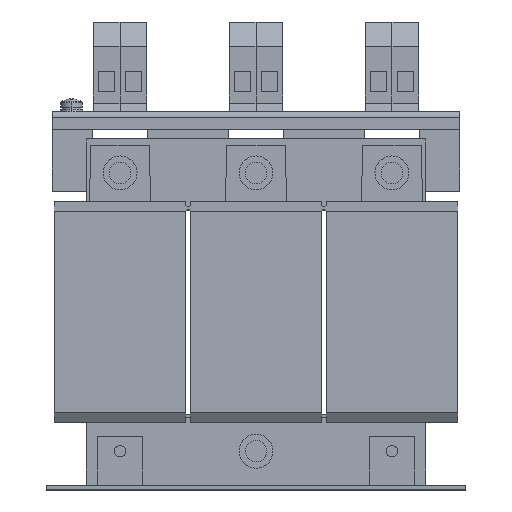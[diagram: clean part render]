
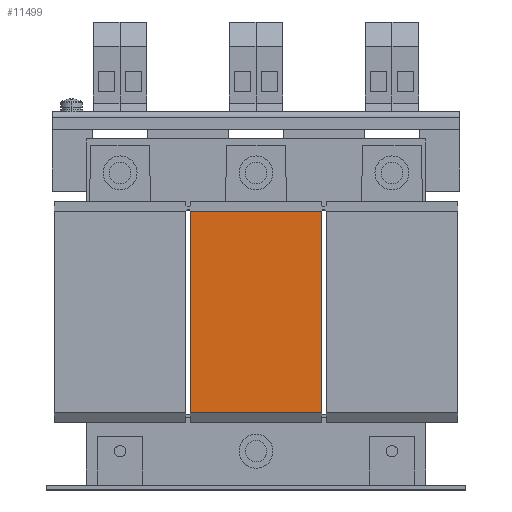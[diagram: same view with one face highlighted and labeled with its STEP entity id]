
A CAD part, top view. The second image highlights one B-rep face of the part: STEP entity #11499.
In plain terms, the highlighted planar face has unit normal (0, 0, 1).
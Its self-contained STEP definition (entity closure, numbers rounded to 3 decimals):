
#934 = DIRECTION ( 'NONE',  ( 0., 1., 0. ) ) ;
#1093 = CARTESIAN_POINT ( 'NONE',  ( -29., 44.5, 33.45 ) ) ;
#1453 = DIRECTION ( 'NONE',  ( -1., 0., 0. ) ) ;
#2222 = CARTESIAN_POINT ( 'NONE',  ( 29., 44.5, 33.45 ) ) ;
#4865 = CARTESIAN_POINT ( 'NONE',  ( -29., -44.5, 33.45 ) ) ;
#6082 = DIRECTION ( 'NONE',  ( 0., -1., 0. ) ) ;
#6956 = CARTESIAN_POINT ( 'NONE',  ( 29., -44.5, 33.45 ) ) ;
#6987 = VECTOR ( 'NONE', #18098, 1000. ) ;
#7448 = LINE ( 'NONE', #6956, #9269 ) ;
#8253 = CARTESIAN_POINT ( 'NONE',  ( 29., -44.5, 33.45 ) ) ;
#8562 = AXIS2_PLACEMENT_3D ( 'NONE', #14537, #22580, #934 ) ;
#8766 = LINE ( 'NONE', #25060, #24097 ) ;
#9269 = VECTOR ( 'NONE', #1453, 1000. ) ;
#9715 = LINE ( 'NONE', #12561, #6987 ) ;
#10362 = ORIENTED_EDGE ( 'NONE', *, *, #18830, .F. ) ;
#10610 = PLANE ( 'NONE',  #8562 ) ;
#11204 = VERTEX_POINT ( 'NONE', #2222 ) ;
#11499 = ADVANCED_FACE ( 'Defeature ausgef�hrt3_150', ( #15074 ), #10610, .F. ) ;
#12561 = CARTESIAN_POINT ( 'NONE',  ( 29., 44.5, 33.45 ) ) ;
#12691 = VERTEX_POINT ( 'NONE', #4865 ) ;
#12913 = VECTOR ( 'NONE', #6082, 1000. ) ;
#14259 = VERTEX_POINT ( 'NONE', #24562 ) ;
#14537 = CARTESIAN_POINT ( 'NONE',  ( 29., -44.5, 33.45 ) ) ;
#14544 = ORIENTED_EDGE ( 'NONE', *, *, #23626, .T. ) ;
#15074 = FACE_OUTER_BOUND ( 'NONE', #22272, .T. ) ;
#16686 = ORIENTED_EDGE ( 'NONE', *, *, #22792, .T. ) ;
#18098 = DIRECTION ( 'NONE',  ( -1., 0., 0. ) ) ;
#18830 = EDGE_CURVE ( 'Defeature ausgef�hrt3_151+Defeature ausgef�hrt3_150+Defeature ausgef�hrt3_172+Defeature ausgef�hrt3_173', #14259, #12691, #7448, .T. ) ;
#19506 = VERTEX_POINT ( 'NONE', #1093 ) ;
#21598 = EDGE_CURVE ( 'Defeature ausgef�hrt3_172+Defeature ausgef�hrt3_150+Defeature ausgef�hrt3_171+Defeature ausgef�hrt3_151', #11204, #14259, #23916, .T. ) ;
#22272 = EDGE_LOOP ( 'NONE', ( #14544, #10362, #25055, #16686 ) ) ;
#22580 = DIRECTION ( 'NONE',  ( 0., 0., -1. ) ) ;
#22792 = EDGE_CURVE ( 'Defeature ausgef�hrt3_150+Defeature ausgef�hrt3_171+Defeature ausgef�hrt3_172+Defeature ausgef�hrt3_173', #11204, #19506, #9715, .T. ) ;
#23626 = EDGE_CURVE ( 'Defeature ausgef�hrt3_150+Defeature ausgef�hrt3_173+Defeature ausgef�hrt3_171+Defeature ausgef�hrt3_151', #19506, #12691, #8766, .T. ) ;
#23916 = LINE ( 'NONE', #8253, #12913 ) ;
#24097 = VECTOR ( 'NONE', #25143, 1000. ) ;
#24562 = CARTESIAN_POINT ( 'NONE',  ( 29., -44.5, 33.45 ) ) ;
#25055 = ORIENTED_EDGE ( 'NONE', *, *, #21598, .F. ) ;
#25060 = CARTESIAN_POINT ( 'NONE',  ( -29., -44.5, 33.45 ) ) ;
#25143 = DIRECTION ( 'NONE',  ( 0., -1., 0. ) ) ;
